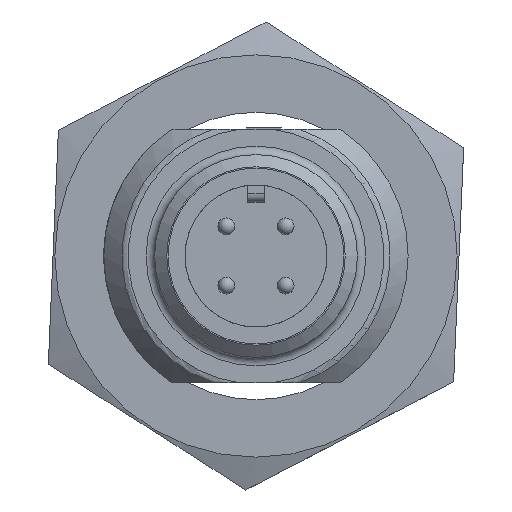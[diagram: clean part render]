
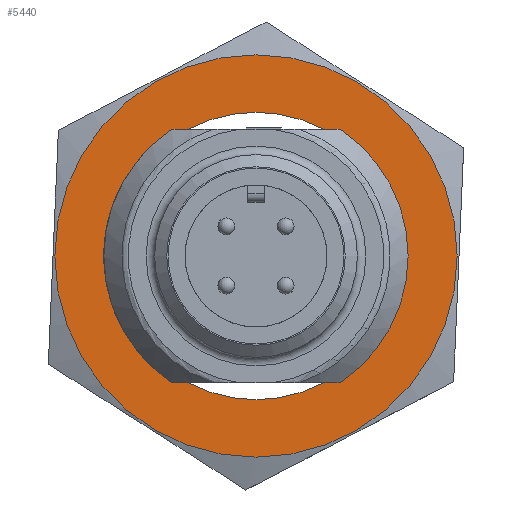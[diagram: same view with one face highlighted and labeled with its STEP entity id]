
A CAD part, left-side view. The second image highlights one B-rep face of the part: STEP entity #5440.
In plain terms, the highlighted planar face has unit normal (-1, 0, 0).
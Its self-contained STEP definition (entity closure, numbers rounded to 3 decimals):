
#1 = VERTEX_POINT ( 'NONE', #2984 ) ;
#7 = VERTEX_POINT ( 'NONE', #2800 ) ;
#9 = VERTEX_POINT ( 'NONE', #2981 ) ;
#78 = VERTEX_POINT ( 'NONE', #2956 ) ;
#83 = VERTEX_POINT ( 'NONE', #2954 ) ;
#747 = EDGE_CURVE ( 'NONE', #7, #1346, #5149, .T. ) ;
#778 = EDGE_CURVE ( 'NONE', #78, #1223, #5330, .T. ) ;
#780 = EDGE_CURVE ( 'NONE', #1263, #78, #6610, .T. ) ;
#795 = EDGE_CURVE ( 'NONE', #1, #1127, #5426, .T. ) ;
#810 = EDGE_CURVE ( 'NONE', #1346, #9, #6476, .T. ) ;
#861 = EDGE_CURVE ( 'NONE', #9, #1263, #5359, .T. ) ;
#862 = EDGE_CURVE ( 'NONE', #83, #1317, #5334, .T. ) ;
#872 = EDGE_CURVE ( 'NONE', #1211, #7, #6487, .T. ) ;
#1065 = VERTEX_POINT ( 'NONE', #3829 ) ;
#1127 = VERTEX_POINT ( 'NONE', #3846 ) ;
#1211 = VERTEX_POINT ( 'NONE', #3490 ) ;
#1223 = VERTEX_POINT ( 'NONE', #3836 ) ;
#1263 = VERTEX_POINT ( 'NONE', #3865 ) ;
#1317 = VERTEX_POINT ( 'NONE', #3901 ) ;
#1346 = VERTEX_POINT ( 'NONE', #3526 ) ;
#2153 = VECTOR ( 'NONE', #4226, 1000. ) ;
#2182 = VECTOR ( 'NONE', #4172, 1000. ) ;
#2215 = VECTOR ( 'NONE', #4112, 1000. ) ;
#2217 = AXIS2_PLACEMENT_3D ( 'NONE', #4108, #4109, #4110 ) ;
#2232 = CIRCLE ( 'NONE', #2217, 11.902 ) ;
#2253 = VECTOR ( 'NONE', #4069, 1000. ) ;
#2643 = DIRECTION ( 'NONE',  ( 0., 0., -1. ) ) ;
#2671 = CARTESIAN_POINT ( 'NONE',  ( -1., 0., 0. ) ) ;
#2695 = CARTESIAN_POINT ( 'NONE',  ( -1., 9.991, 7.5 ) ) ;
#2738 = DIRECTION ( 'NONE',  ( 1., 0., 0. ) ) ;
#2800 = CARTESIAN_POINT ( 'NONE',  ( -1., 8.989, 0.45 ) ) ;
#2809 = DIRECTION ( 'NONE',  ( 0., 0., -1. ) ) ;
#2812 = DIRECTION ( 'NONE',  ( 0., 0., -1. ) ) ;
#2839 = DIRECTION ( 'NONE',  ( 1., 0., 0. ) ) ;
#2862 = CARTESIAN_POINT ( 'NONE',  ( -1., 0., 0. ) ) ;
#2954 = CARTESIAN_POINT ( 'NONE',  ( -1., -4., -7.5 ) ) ;
#2956 = CARTESIAN_POINT ( 'NONE',  ( -1., -4.975, 7.5 ) ) ;
#2959 = CARTESIAN_POINT ( 'NONE',  ( -1., 0., 0. ) ) ;
#2964 = DIRECTION ( 'NONE',  ( 0., -1., 0. ) ) ;
#2981 = CARTESIAN_POINT ( 'NONE',  ( -1., 4., 7.5 ) ) ;
#2984 = CARTESIAN_POINT ( 'NONE',  ( -1., 4.975, -7.5 ) ) ;
#3007 = DIRECTION ( 'NONE',  ( 0., -1., 0. ) ) ;
#3014 = CARTESIAN_POINT ( 'NONE',  ( -1., 9.991, 7.5 ) ) ;
#3084 = DIRECTION ( 'NONE',  ( 1., 0., 0. ) ) ;
#3490 = CARTESIAN_POINT ( 'NONE',  ( -1., 9., 0.45 ) ) ;
#3526 = CARTESIAN_POINT ( 'NONE',  ( -1., 4.975, 7.5 ) ) ;
#3829 = CARTESIAN_POINT ( 'NONE',  ( -1., 9., -0.424 ) ) ;
#3836 = CARTESIAN_POINT ( 'NONE',  ( -1., -4.975, -7.5 ) ) ;
#3846 = CARTESIAN_POINT ( 'NONE',  ( -1., 8.99, -0.424 ) ) ;
#3865 = CARTESIAN_POINT ( 'NONE',  ( -1., -4., 7.5 ) ) ;
#3901 = CARTESIAN_POINT ( 'NONE',  ( -1., 4., -7.5 ) ) ;
#4068 = CARTESIAN_POINT ( 'NONE',  ( -1., 9.991, -7.5 ) ) ;
#4069 = DIRECTION ( 'NONE',  ( 0., 1., 0. ) ) ;
#4108 = CARTESIAN_POINT ( 'NONE',  ( -1., 0., 0. ) ) ;
#4109 = DIRECTION ( 'NONE',  ( -1., 0., 0. ) ) ;
#4110 = DIRECTION ( 'NONE',  ( 0., 0., -1. ) ) ;
#4111 = CARTESIAN_POINT ( 'NONE',  ( -1., 7.5, -0.424 ) ) ;
#4112 = DIRECTION ( 'NONE',  ( 0., 1., 0. ) ) ;
#4171 = CARTESIAN_POINT ( 'NONE',  ( -1., 9.991, -7.5 ) ) ;
#4172 = DIRECTION ( 'NONE',  ( 0., 1., 0. ) ) ;
#4225 = CARTESIAN_POINT ( 'NONE',  ( -1., 9., 7.438 ) ) ;
#4226 = DIRECTION ( 'NONE',  ( 0., 0., 1. ) ) ;
#4937 = PLANE ( 'NONE',  #8918 ) ;
#4938 = CARTESIAN_POINT ( 'NONE',  ( -1., 11.691, 7.438 ) ) ;
#4939 = DIRECTION ( 'NONE',  ( 1., 0., 0. ) ) ;
#4940 = DIRECTION ( 'NONE',  ( 0., 0., -1. ) ) ;
#5114 = AXIS2_PLACEMENT_3D ( 'NONE', #2862, #2839, #2809 ) ;
#5149 = CIRCLE ( 'NONE', #5353, 9. ) ;
#5228 = AXIS2_PLACEMENT_3D ( 'NONE', #2959, #3084, #2643 ) ;
#5251 = AXIS2_PLACEMENT_3D ( 'NONE', #6878, #6885, #6884 ) ;
#5267 = VECTOR ( 'NONE', #3007, 1000. ) ;
#5330 = CIRCLE ( 'NONE', #5228, 9. ) ;
#5334 = CIRCLE ( 'NONE', #5429, 8.5 ) ;
#5353 = AXIS2_PLACEMENT_3D ( 'NONE', #2671, #2738, #2812 ) ;
#5359 = CIRCLE ( 'NONE', #5251, 8.5 ) ;
#5375 = VECTOR ( 'NONE', #2964, 1000. ) ;
#5411 = VECTOR ( 'NONE', #7024, 1000. ) ;
#5426 = CIRCLE ( 'NONE', #5114, 9. ) ;
#5429 = AXIS2_PLACEMENT_3D ( 'NONE', #6883, #6882, #6889 ) ;
#5440 = ADVANCED_FACE ( 'NONE', ( #7388, #7389 ), #4937, .F. ) ;
#5585 = ORIENTED_EDGE ( 'NONE', *, *, #780, .T. ) ;
#5599 = ORIENTED_EDGE ( 'NONE', *, *, #810, .T. ) ;
#5608 = ORIENTED_EDGE ( 'NONE', *, *, #795, .T. ) ;
#5625 = ORIENTED_EDGE ( 'NONE', *, *, #7759, .T. ) ;
#5691 = ORIENTED_EDGE ( 'NONE', *, *, #872, .T. ) ;
#5746 = ORIENTED_EDGE ( 'NONE', *, *, #7771, .T. ) ;
#5764 = EDGE_LOOP ( 'NONE', ( #5889 ) ) ;
#5776 = ORIENTED_EDGE ( 'NONE', *, *, #747, .T. ) ;
#5785 = ORIENTED_EDGE ( 'NONE', *, *, #7744, .T. ) ;
#5873 = ORIENTED_EDGE ( 'NONE', *, *, #861, .T. ) ;
#5886 = ORIENTED_EDGE ( 'NONE', *, *, #7731, .T. ) ;
#5889 = ORIENTED_EDGE ( 'NONE', *, *, #7743, .T. ) ;
#5894 = ORIENTED_EDGE ( 'NONE', *, *, #778, .T. ) ;
#5896 = ORIENTED_EDGE ( 'NONE', *, *, #862, .T. ) ;
#6268 = EDGE_LOOP ( 'NONE', ( #5608, #5785, #5746, #5691, #5776, #5599, #5873, #5585, #5894, #5625, #5896, #5886 ) ) ;
#6476 = LINE ( 'NONE', #3014, #5375 ) ;
#6487 = LINE ( 'NONE', #7025, #5411 ) ;
#6610 = LINE ( 'NONE', #2695, #5267 ) ;
#6878 = CARTESIAN_POINT ( 'NONE',  ( -1., 0., 0. ) ) ;
#6882 = DIRECTION ( 'NONE',  ( 1., 0., 0. ) ) ;
#6883 = CARTESIAN_POINT ( 'NONE',  ( -1., 0., 0. ) ) ;
#6884 = DIRECTION ( 'NONE',  ( 0., 0., -1. ) ) ;
#6885 = DIRECTION ( 'NONE',  ( 1., 0., 0. ) ) ;
#6889 = DIRECTION ( 'NONE',  ( 0., 0., -1. ) ) ;
#7024 = DIRECTION ( 'NONE',  ( 0., -1., 0. ) ) ;
#7025 = CARTESIAN_POINT ( 'NONE',  ( -1., 7.5, 0.45 ) ) ;
#7388 = FACE_OUTER_BOUND ( 'NONE', #5764, .T. ) ;
#7389 = FACE_BOUND ( 'NONE', #6268, .T. ) ;
#7731 = EDGE_CURVE ( 'NONE', #1317, #1, #7822, .T. ) ;
#7743 = EDGE_CURVE ( 'NONE', #7930, #7930, #2232, .T. ) ;
#7744 = EDGE_CURVE ( 'NONE', #1127, #1065, #7827, .T. ) ;
#7759 = EDGE_CURVE ( 'NONE', #1223, #83, #7839, .T. ) ;
#7771 = EDGE_CURVE ( 'NONE', #1065, #1211, #7845, .T. ) ;
#7822 = LINE ( 'NONE', #4068, #2253 ) ;
#7827 = LINE ( 'NONE', #4111, #2215 ) ;
#7839 = LINE ( 'NONE', #4171, #2182 ) ;
#7845 = LINE ( 'NONE', #4225, #2153 ) ;
#7930 = VERTEX_POINT ( 'NONE', #9660 ) ;
#8918 = AXIS2_PLACEMENT_3D ( 'NONE', #4938, #4939, #4940 ) ;
#9660 = CARTESIAN_POINT ( 'NONE',  ( -1., 0., -11.902 ) ) ;
